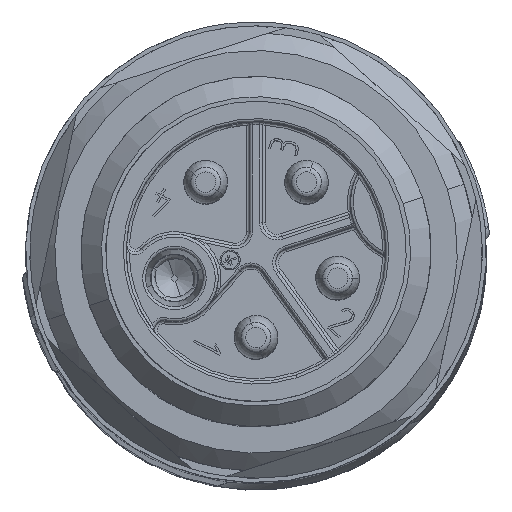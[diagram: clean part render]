
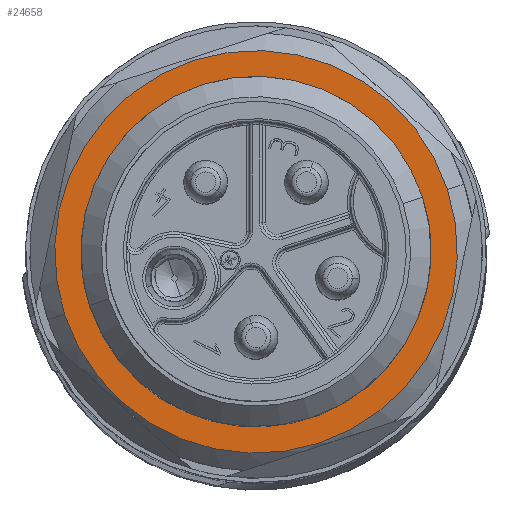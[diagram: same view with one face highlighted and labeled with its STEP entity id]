
A CAD part, top view. The second image highlights one B-rep face of the part: STEP entity #24658.
In plain terms, the highlighted planar face has unit normal (0, 0, 1).
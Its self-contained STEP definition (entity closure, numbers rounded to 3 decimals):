
#24553=AXIS2_PLACEMENT_3D('Circle Axis2P3D',#24551,#24552,$) ;
#24572=AXIS2_PLACEMENT_3D('Circle Axis2P3D',#24570,#24571,$) ;
#24592=AXIS2_PLACEMENT_3D('Plane Axis2P3D',#24589,#24590,#24591) ;
#24541=CARTESIAN_POINT('Vertex',(14.571,10.032,167.7)) ;
#24548=CARTESIAN_POINT('Vertex',(1.447,5.768,167.7)) ;
#24551=CARTESIAN_POINT('Axis2P3D Location',(8.009,7.9,167.7)) ;
#24570=CARTESIAN_POINT('Axis2P3D Location',(8.009,7.9,167.7)) ;
#24589=CARTESIAN_POINT('Axis2P3D Location',(1.447,5.768,167.7)) ;
#24599=CARTESIAN_POINT('Control Point',(13.715,9.754,167.7)) ;
#24600=CARTESIAN_POINT('Control Point',(13.53,10.325,167.7)) ;
#24601=CARTESIAN_POINT('Control Point',(13.273,10.872,167.7)) ;
#24602=CARTESIAN_POINT('Control Point',(12.949,11.385,167.7)) ;
#24603=CARTESIAN_POINT('Control Point',(12.179,12.317,167.7)) ;
#24604=CARTESIAN_POINT('Control Point',(11.204,13.032,167.7)) ;
#24605=CARTESIAN_POINT('Control Point',(10.674,13.326,167.7)) ;
#24606=CARTESIAN_POINT('Control Point',(9.551,13.776,167.7)) ;
#24607=CARTESIAN_POINT('Control Point',(8.352,13.936,167.7)) ;
#24608=CARTESIAN_POINT('Control Point',(7.746,13.94,167.7)) ;
#24609=CARTESIAN_POINT('Control Point',(6.545,13.796,167.7)) ;
#24610=CARTESIAN_POINT('Control Point',(5.417,13.361,167.7)) ;
#24611=CARTESIAN_POINT('Control Point',(4.883,13.074,167.7)) ;
#24612=CARTESIAN_POINT('Control Point',(3.898,12.372,167.7)) ;
#24613=CARTESIAN_POINT('Control Point',(3.116,11.45,167.7)) ;
#24614=CARTESIAN_POINT('Control Point',(2.785,10.942,167.7)) ;
#24615=CARTESIAN_POINT('Control Point',(2.257,9.854,167.7)) ;
#24616=CARTESIAN_POINT('Control Point',(2.013,8.669,167.7)) ;
#24617=CARTESIAN_POINT('Control Point',(1.966,8.065,167.7)) ;
#24618=CARTESIAN_POINT('Control Point',(2.003,7.29,167.7)) ;
#24619=CARTESIAN_POINT('Control Point',(2.162,6.536,167.7)) ;
#24620=CARTESIAN_POINT('Control Point',(2.203,6.371,167.7)) ;
#24621=CARTESIAN_POINT('Control Point',(2.25,6.207,167.7)) ;
#24622=CARTESIAN_POINT('Control Point',(2.303,6.046,167.7)) ;
#24623=CARTESIAN_POINT('Vertex',(13.715,9.754,167.7)) ;
#24625=CARTESIAN_POINT('Vertex',(2.303,6.046,167.7)) ;
#24629=CARTESIAN_POINT('Control Point',(2.303,6.046,167.7)) ;
#24630=CARTESIAN_POINT('Control Point',(2.488,5.475,167.7)) ;
#24631=CARTESIAN_POINT('Control Point',(2.745,4.928,167.7)) ;
#24632=CARTESIAN_POINT('Control Point',(3.069,4.415,167.7)) ;
#24633=CARTESIAN_POINT('Control Point',(3.839,3.483,167.7)) ;
#24634=CARTESIAN_POINT('Control Point',(4.814,2.768,167.7)) ;
#24635=CARTESIAN_POINT('Control Point',(5.344,2.474,167.7)) ;
#24636=CARTESIAN_POINT('Control Point',(6.467,2.024,167.7)) ;
#24637=CARTESIAN_POINT('Control Point',(7.666,1.864,167.7)) ;
#24638=CARTESIAN_POINT('Control Point',(8.272,1.86,167.7)) ;
#24639=CARTESIAN_POINT('Control Point',(9.473,2.004,167.7)) ;
#24640=CARTESIAN_POINT('Control Point',(10.601,2.439,167.7)) ;
#24641=CARTESIAN_POINT('Control Point',(11.135,2.726,167.7)) ;
#24642=CARTESIAN_POINT('Control Point',(12.12,3.428,167.7)) ;
#24643=CARTESIAN_POINT('Control Point',(12.902,4.35,167.7)) ;
#24644=CARTESIAN_POINT('Control Point',(13.233,4.858,167.7)) ;
#24645=CARTESIAN_POINT('Control Point',(13.761,5.946,167.7)) ;
#24646=CARTESIAN_POINT('Control Point',(14.005,7.131,167.7)) ;
#24647=CARTESIAN_POINT('Control Point',(14.052,7.735,167.7)) ;
#24648=CARTESIAN_POINT('Control Point',(14.015,8.51,167.7)) ;
#24649=CARTESIAN_POINT('Control Point',(13.856,9.264,167.7)) ;
#24650=CARTESIAN_POINT('Control Point',(13.815,9.429,167.7)) ;
#24651=CARTESIAN_POINT('Control Point',(13.768,9.593,167.7)) ;
#24652=CARTESIAN_POINT('Control Point',(13.715,9.754,167.7)) ;
#24552=DIRECTION('Axis2P3D Direction',(0.,0.,-1.)) ;
#24571=DIRECTION('Axis2P3D Direction',(0.,0.,-1.)) ;
#24590=DIRECTION('Axis2P3D Direction',(0.,0.,-1.)) ;
#24591=DIRECTION('Axis2P3D XDirection',(0.951,0.309,0.)) ;
#24595=ORIENTED_EDGE('',*,*,#24574,.T.) ;
#24596=ORIENTED_EDGE('',*,*,#24555,.T.) ;
#24655=ORIENTED_EDGE('',*,*,#24627,.F.) ;
#24656=ORIENTED_EDGE('',*,*,#24653,.F.) ;
#24657=FACE_BOUND('',#24654,.T.) ;
#24658=ADVANCED_FACE('Hauptk\X2\00F6\X0\rper',(#24597,#24657),#24593,.F.) ;
#24598=B_SPLINE_CURVE_WITH_KNOTS('',5,(#24599,#24600,#24601,#24602,#24603,#24604,#24605,#24606,#24607,#24608,#24609,#24610,#24611,#24612,#24613,#24614,#24615,#24616,#24617,#24618,#24619,#24620,#24621,#24622),.UNSPECIFIED.,.F.,.U.,(6,3,3,3,3,3,3,6),(0.,4.243,8.485,12.728,16.97,21.213,25.456,26.657),.UNSPECIFIED.) ;
#24628=B_SPLINE_CURVE_WITH_KNOTS('',5,(#24629,#24630,#24631,#24632,#24633,#24634,#24635,#24636,#24637,#24638,#24639,#24640,#24641,#24642,#24643,#24644,#24645,#24646,#24647,#24648,#24649,#24650,#24651,#24652),.UNSPECIFIED.,.F.,.U.,(6,3,3,3,3,3,3,6),(0.,4.243,8.485,12.728,16.97,21.213,25.456,26.657),.UNSPECIFIED.) ;
#24554=CIRCLE('generated circle',#24553,6.9) ;
#24573=CIRCLE('generated circle',#24572,6.9) ;
#24555=EDGE_CURVE('',#24542,#24549,#24554,.F.) ;
#24574=EDGE_CURVE('',#24549,#24542,#24573,.F.) ;
#24627=EDGE_CURVE('',#24624,#24626,#24598,.T.) ;
#24653=EDGE_CURVE('',#24626,#24624,#24628,.T.) ;
#24594=EDGE_LOOP('',(#24595,#24596)) ;
#24654=EDGE_LOOP('',(#24655,#24656)) ;
#24597=FACE_OUTER_BOUND('',#24594,.T.) ;
#24593=PLANE('',#24592) ;
#24542=VERTEX_POINT('',#24541) ;
#24549=VERTEX_POINT('',#24548) ;
#24624=VERTEX_POINT('',#24623) ;
#24626=VERTEX_POINT('',#24625) ;
